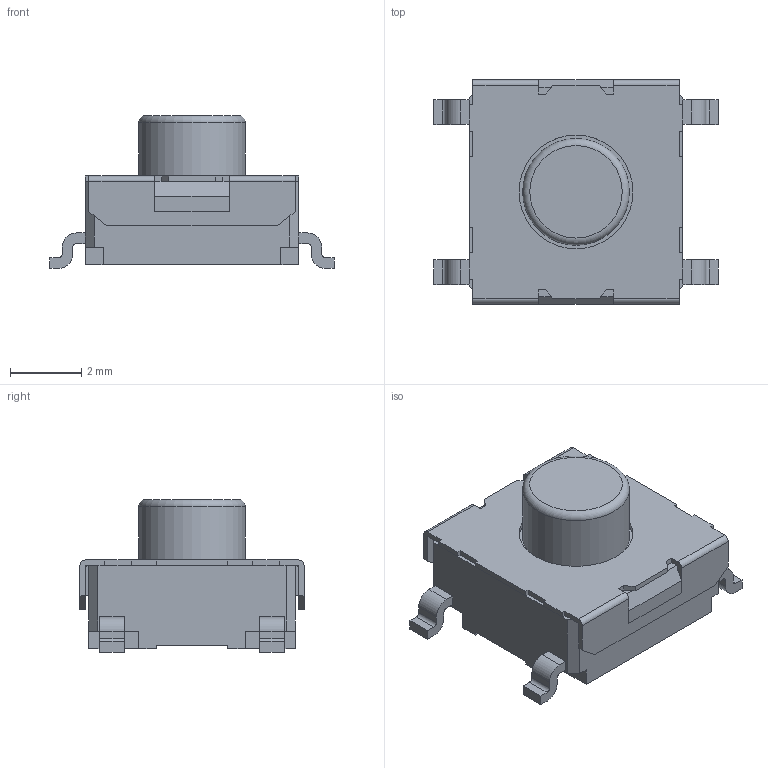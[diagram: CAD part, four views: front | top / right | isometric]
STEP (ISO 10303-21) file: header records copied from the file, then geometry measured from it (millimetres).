
FILE_DESCRIPTION(/* description */ ('model of SW_SPST_Omron_B3FS-101xP'),/* implementation_level */ '2;1');
FILE_NAME(/* name */ 'SW_SPST_Omron_B3FS-101xP.step',/* time_stamp */ '1970-01-01T00:00:00',/* author */ ('KiCAD','kicad'),/* organization */ ('OCCT'),/* preprocessor_version */ '',/* originating_system */ 'KiCAD',/* authorisation */ '');
FILE_SCHEMA(('AUTOMOTIVE_DESIGN { 1 0 10303 214 1 1 1 1 }'));
Length unit declared in the file: millimetre
Products named in the file (1): SW_SPST_Omron_B3FS-101xP
Bounding box: 8 x 6.3 x 4.3 mm (x, y, z)
Volume: 99.7 mm3; surface area: 185.8 mm2
Topology: 1 solids, 1 shells, 165 faces, 462 edges, 297 vertices
Faces by surface type: plane 142, cylinder 22, torus 1
Full cylindrical faces by diameter (mm): 3 x1, 3.2 x1
Entity records: 3482 total; most frequent: ORIENTED_EDGE 726, EDGE_CURVE 462, CARTESIAN_POINT 444, LINE 366, VERTEX_POINT 297, AXIS2_PLACEMENT_3D 178, FACE_BOUND 171, EDGE_LOOP 171
